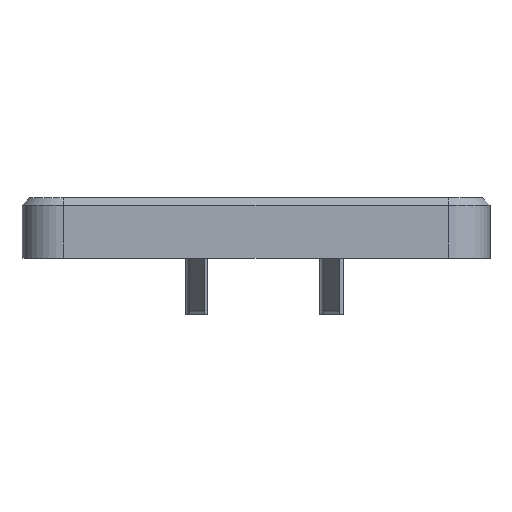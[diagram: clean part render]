
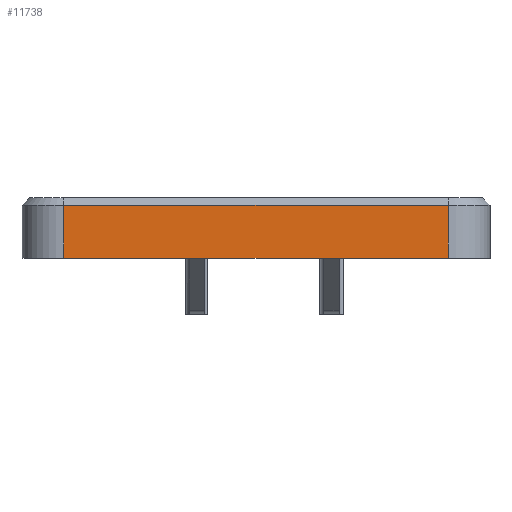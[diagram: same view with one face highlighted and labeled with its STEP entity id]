
A CAD part, left-side view. The second image highlights one B-rep face of the part: STEP entity #11738.
In plain terms, the highlighted planar face has unit normal (-1, 0, 0).
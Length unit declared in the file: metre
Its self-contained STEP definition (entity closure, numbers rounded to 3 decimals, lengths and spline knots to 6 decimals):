
#2992=ORIENTED_EDGE('',*,*,#5046,.T.);
#2993=ORIENTED_EDGE('',*,*,#5047,.T.);
#2994=ORIENTED_EDGE('',*,*,#5048,.T.);
#2995=ORIENTED_EDGE('',*,*,#5035,.F.);
#5035=EDGE_CURVE('',#6243,#6244,#7755,.T.);
#5046=EDGE_CURVE('',#6243,#6250,#7762,.F.);
#5047=EDGE_CURVE('',#6250,#6251,#7763,.T.);
#5048=EDGE_CURVE('',#6251,#6244,#7764,.T.);
#6243=VERTEX_POINT('',#18355);
#6244=VERTEX_POINT('',#18357);
#6250=VERTEX_POINT('',#18376);
#6251=VERTEX_POINT('',#18380);
#7755=LINE('',#18356,#9324);
#7762=LINE('',#18377,#9331);
#7763=LINE('',#18379,#9332);
#7764=LINE('',#18381,#9333);
#9324=VECTOR('',#14944,1.);
#9331=VECTOR('',#14965,1.);
#9332=VECTOR('',#14968,1.);
#9333=VECTOR('',#14969,1.);
#10018=EDGE_LOOP('',(#2992,#2993,#2994,#2995));
#10696=FACE_BOUND('',#10018,.T.);
#11236=PLANE('',#12362);
#11738=ADVANCED_FACE('',(#10696),#11236,.T.);
#12362=AXIS2_PLACEMENT_3D('',#18378,#14966,#14967);
#14944=DIRECTION('',(0.,1.,0.));
#14965=DIRECTION('',(0.,0.,-1.));
#14966=DIRECTION('',(-1.,0.,0.));
#14967=DIRECTION('',(0.,-1.,0.));
#14968=DIRECTION('',(0.,1.,0.));
#14969=DIRECTION('',(0.,0.,-1.));
#18355=CARTESIAN_POINT('',(-0.0461,-0.02551,0.008715));
#18356=CARTESIAN_POINT('',(-0.0461,-0.00001,0.008715));
#18357=CARTESIAN_POINT('',(-0.0461,0.02549,0.008715));
#18376=CARTESIAN_POINT('',(-0.0461,-0.02551,0.015715));
#18377=CARTESIAN_POINT('',(-0.0461,-0.02551,0.016715));
#18378=CARTESIAN_POINT('',(-0.0461,-0.00001,0.014715));
#18379=CARTESIAN_POINT('',(-0.0461,-0.00001,0.015715));
#18380=CARTESIAN_POINT('',(-0.0461,0.02549,0.015715));
#18381=CARTESIAN_POINT('',(-0.0461,0.02549,0.014715));
